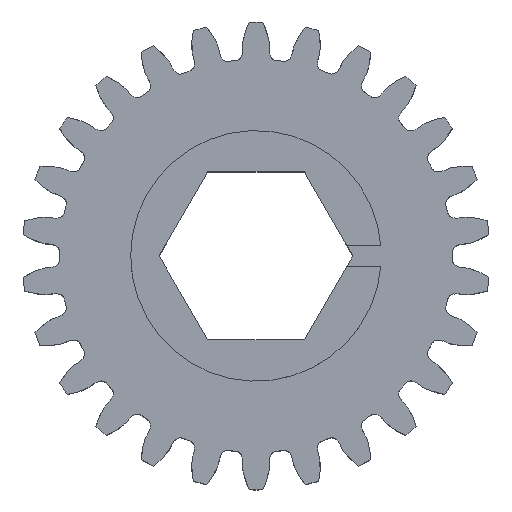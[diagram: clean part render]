
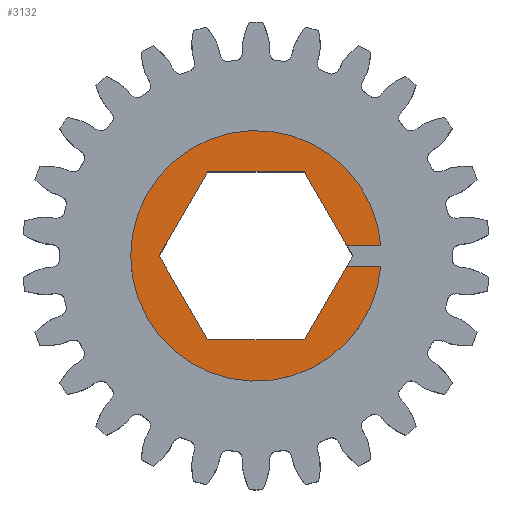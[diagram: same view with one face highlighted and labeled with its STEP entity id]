
A CAD part, top view. The second image highlights one B-rep face of the part: STEP entity #3132.
In plain terms, the highlighted planar face has unit normal (0, 0, 1).
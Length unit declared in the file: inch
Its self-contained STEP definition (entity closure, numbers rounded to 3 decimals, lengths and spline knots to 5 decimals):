
#31 = AXIS2_PLACEMENT_3D ( 'NONE', #6333, #9054, #1110 ) ;
#214 = VECTOR ( 'NONE', #516, 39.37008 ) ;
#516 = DIRECTION ( 'NONE',  ( -0.5, 0.866, 0. ) ) ;
#860 = ORIENTED_EDGE ( 'NONE', *, *, #7247, .T. ) ;
#949 = EDGE_CURVE ( 'NONE', #4200, #11199, #6398, .T. ) ;
#1026 = LINE ( 'NONE', #10885, #10406 ) ;
#1051 = CARTESIAN_POINT ( 'NONE',  ( 0., 0., 0.249 ) ) ;
#1110 = DIRECTION ( 'NONE',  ( 1., 0., 0. ) ) ;
#1129 = VERTEX_POINT ( 'NONE', #6809 ) ;
#1151 = VECTOR ( 'NONE', #6495, 39.37008 ) ;
#1176 = VERTEX_POINT ( 'NONE', #1538 ) ;
#1194 = CARTESIAN_POINT ( 'NONE',  ( 0.14491, 0.251, 0.249 ) ) ;
#1538 = CARTESIAN_POINT ( 'NONE',  ( -0.375, 0., 0.249 ) ) ;
#1689 = VECTOR ( 'NONE', #11233, 39.37008 ) ;
#1890 = CARTESIAN_POINT ( 'NONE',  ( -0.14491, -0.251, 0.249 ) ) ;
#2154 = ORIENTED_EDGE ( 'NONE', *, *, #9097, .F. ) ;
#2497 = LINE ( 'NONE', #7709, #8574 ) ;
#2615 = VECTOR ( 'NONE', #4673, 39.37008 ) ;
#3132 = ADVANCED_FACE ( 'NONE', ( #9925 ), #10854, .T. ) ;
#3170 = ORIENTED_EDGE ( 'NONE', *, *, #9085, .F. ) ;
#3577 = ORIENTED_EDGE ( 'NONE', *, *, #9893, .F. ) ;
#3908 = VECTOR ( 'NONE', #8972, 39.37008 ) ;
#3938 = CARTESIAN_POINT ( 'NONE',  ( 0.28983, 0., 0.249 ) ) ;
#4117 = DIRECTION ( 'NONE',  ( 0.5, 0.866, 0. ) ) ;
#4172 = EDGE_LOOP ( 'NONE', ( #4920, #8925, #860, #2154, #3577, #6000, #8419, #4521, #3170, #8688 ) ) ;
#4200 = VERTEX_POINT ( 'NONE', #5130 ) ;
#4221 = CARTESIAN_POINT ( 'NONE',  ( -0.14491, -0.251, 0.249 ) ) ;
#4336 = VERTEX_POINT ( 'NONE', #6547 ) ;
#4472 = VECTOR ( 'NONE', #10492, 39.37008 ) ;
#4521 = ORIENTED_EDGE ( 'NONE', *, *, #6336, .F. ) ;
#4673 = DIRECTION ( 'NONE',  ( 1., 0., 0. ) ) ;
#4787 = CARTESIAN_POINT ( 'NONE',  ( 0.15768, 0.03125, 0.249 ) ) ;
#4834 = EDGE_CURVE ( 'NONE', #1129, #8967, #4921, .T. ) ;
#4920 = ORIENTED_EDGE ( 'NONE', *, *, #9441, .F. ) ;
#4921 = LINE ( 'NONE', #3938, #214 ) ;
#5130 = CARTESIAN_POINT ( 'NONE',  ( -0.28983, 0., 0.249 ) ) ;
#5272 = CARTESIAN_POINT ( 'NONE',  ( 0., 0., 0.249 ) ) ;
#5436 = CARTESIAN_POINT ( 'NONE',  ( 0.15768, -0.03125, 0.249 ) ) ;
#5842 = VERTEX_POINT ( 'NONE', #5848 ) ;
#5848 = CARTESIAN_POINT ( 'NONE',  ( -0.14491, 0.251, 0.249 ) ) ;
#6000 = ORIENTED_EDGE ( 'NONE', *, *, #8960, .F. ) ;
#6333 = CARTESIAN_POINT ( 'NONE',  ( 0., 0., 0.249 ) ) ;
#6336 = EDGE_CURVE ( 'NONE', #5842, #4200, #8069, .T. ) ;
#6398 = LINE ( 'NONE', #9940, #4472 ) ;
#6495 = DIRECTION ( 'NONE',  ( -0.5, -0.866, 0. ) ) ;
#6547 = CARTESIAN_POINT ( 'NONE',  ( 0.3737, -0.03125, 0.249 ) ) ;
#6809 = CARTESIAN_POINT ( 'NONE',  ( 0.27179, 0.03125, 0.249 ) ) ;
#7066 = AXIS2_PLACEMENT_3D ( 'NONE', #1051, #7198, #9979 ) ;
#7074 = CIRCLE ( 'NONE', #31, 0.375 ) ;
#7198 = DIRECTION ( 'NONE',  ( 0., 0., 1. ) ) ;
#7244 = CARTESIAN_POINT ( 'NONE',  ( 0.3737, 0.03125, 0.249 ) ) ;
#7247 = EDGE_CURVE ( 'NONE', #1176, #4336, #7634, .T. ) ;
#7262 = AXIS2_PLACEMENT_3D ( 'NONE', #5272, #8807, #10617 ) ;
#7394 = LINE ( 'NONE', #5436, #3908 ) ;
#7605 = VERTEX_POINT ( 'NONE', #7244 ) ;
#7634 = CIRCLE ( 'NONE', #7262, 0.375 ) ;
#7637 = CARTESIAN_POINT ( 'NONE',  ( 0.14491, -0.251, 0.249 ) ) ;
#7709 = CARTESIAN_POINT ( 'NONE',  ( 0.14491, -0.251, 0.249 ) ) ;
#8069 = LINE ( 'NONE', #10747, #1151 ) ;
#8334 = VERTEX_POINT ( 'NONE', #7637 ) ;
#8419 = ORIENTED_EDGE ( 'NONE', *, *, #949, .F. ) ;
#8574 = VECTOR ( 'NONE', #4117, 39.37008 ) ;
#8590 = VERTEX_POINT ( 'NONE', #9285 ) ;
#8630 = LINE ( 'NONE', #4221, #2615 ) ;
#8688 = ORIENTED_EDGE ( 'NONE', *, *, #4834, .F. ) ;
#8807 = DIRECTION ( 'NONE',  ( 0., 0., 1. ) ) ;
#8925 = ORIENTED_EDGE ( 'NONE', *, *, #11383, .T. ) ;
#8960 = EDGE_CURVE ( 'NONE', #11199, #8334, #8630, .T. ) ;
#8967 = VERTEX_POINT ( 'NONE', #1194 ) ;
#8972 = DIRECTION ( 'NONE',  ( 1., 0., 0. ) ) ;
#9054 = DIRECTION ( 'NONE',  ( 0., 0., 1. ) ) ;
#9085 = EDGE_CURVE ( 'NONE', #8967, #5842, #1026, .T. ) ;
#9097 = EDGE_CURVE ( 'NONE', #8590, #4336, #7394, .T. ) ;
#9285 = CARTESIAN_POINT ( 'NONE',  ( 0.27179, -0.03125, 0.249 ) ) ;
#9441 = EDGE_CURVE ( 'NONE', #7605, #1129, #10127, .T. ) ;
#9893 = EDGE_CURVE ( 'NONE', #8334, #8590, #2497, .T. ) ;
#9925 = FACE_OUTER_BOUND ( 'NONE', #4172, .T. ) ;
#9940 = CARTESIAN_POINT ( 'NONE',  ( -0.28983, 0., 0.249 ) ) ;
#9979 = DIRECTION ( 'NONE',  ( 1., 0., 0. ) ) ;
#10127 = LINE ( 'NONE', #4787, #1689 ) ;
#10406 = VECTOR ( 'NONE', #10830, 39.37008 ) ;
#10492 = DIRECTION ( 'NONE',  ( 0.5, -0.866, 0. ) ) ;
#10617 = DIRECTION ( 'NONE',  ( 1., 0., 0. ) ) ;
#10747 = CARTESIAN_POINT ( 'NONE',  ( -0.14491, 0.251, 0.249 ) ) ;
#10830 = DIRECTION ( 'NONE',  ( -1., 0., 0. ) ) ;
#10854 = PLANE ( 'NONE',  #7066 ) ;
#10885 = CARTESIAN_POINT ( 'NONE',  ( 0.14491, 0.251, 0.249 ) ) ;
#11199 = VERTEX_POINT ( 'NONE', #1890 ) ;
#11233 = DIRECTION ( 'NONE',  ( -1., 0., 0. ) ) ;
#11383 = EDGE_CURVE ( 'NONE', #7605, #1176, #7074, .T. ) ;
